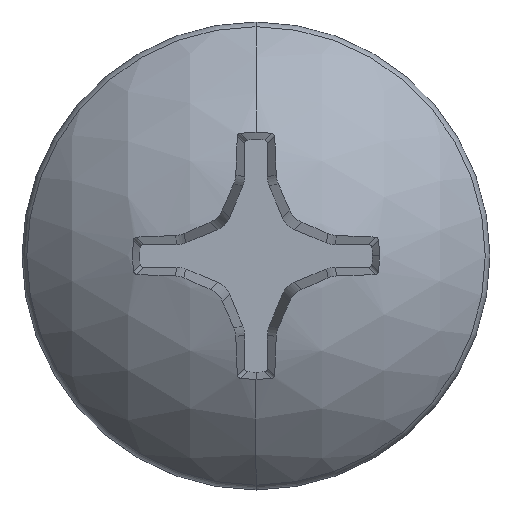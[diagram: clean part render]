
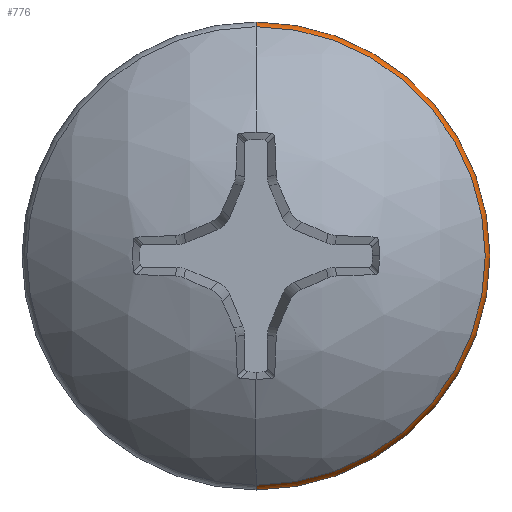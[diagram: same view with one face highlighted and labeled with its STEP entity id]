
A CAD part, top view. The second image highlights one B-rep face of the part: STEP entity #776.
In plain terms, the highlighted toroidal (fillet/blend) face has major radius 2.503 mm and minor radius 0.278 mm.
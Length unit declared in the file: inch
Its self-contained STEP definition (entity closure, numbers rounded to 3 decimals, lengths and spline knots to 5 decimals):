
#82 = AXIS2_PLACEMENT_3D ( 'NONE', #1290, #1767, #932 ) ;
#374 = CARTESIAN_POINT ( 'NONE',  ( 0., -0.10729, 0.1741 ) ) ;
#405 = EDGE_LOOP ( 'NONE', ( #5302, #3493, #5017, #1626 ) ) ;
#599 = EDGE_CURVE ( 'NONE', #5290, #4732, #3672, .T. ) ;
#606 = DIRECTION ( 'NONE',  ( 0., 0., 1. ) ) ;
#612 = AXIS2_PLACEMENT_3D ( 'NONE', #5292, #4931, #2805 ) ;
#767 = CARTESIAN_POINT ( 'NONE',  ( 0., 0.09855, 0.1675 ) ) ;
#776 = ADVANCED_FACE ( 'NONE', ( #2305 ), #3217, .T. ) ;
#932 = DIRECTION ( 'NONE',  ( 0., -1., 0. ) ) ;
#940 = AXIS2_PLACEMENT_3D ( 'NONE', #767, #5042, #3324 ) ;
#1290 = CARTESIAN_POINT ( 'NONE',  ( 0., 0., 0.1675 ) ) ;
#1452 = EDGE_CURVE ( 'NONE', #4681, #3487, #1972, .T. ) ;
#1626 = ORIENTED_EDGE ( 'NONE', *, *, #599, .F. ) ;
#1724 = CIRCLE ( 'NONE', #612, 0.1095 ) ;
#1767 = DIRECTION ( 'NONE',  ( 0., 0., 1. ) ) ;
#1898 = CARTESIAN_POINT ( 'NONE',  ( 0., -0.09855, 0.1675 ) ) ;
#1972 = CIRCLE ( 'NONE', #940, 0.01095 ) ;
#2075 = AXIS2_PLACEMENT_3D ( 'NONE', #4848, #2393, #3222 ) ;
#2305 = FACE_OUTER_BOUND ( 'NONE', #405, .T. ) ;
#2318 = DIRECTION ( 'NONE',  ( -1., 0., 0. ) ) ;
#2393 = DIRECTION ( 'NONE',  ( 0., 0., 1. ) ) ;
#2805 = DIRECTION ( 'NONE',  ( 0., -1., 0. ) ) ;
#2850 = CARTESIAN_POINT ( 'NONE',  ( 0., -0.1095, 0.1675 ) ) ;
#3106 = CIRCLE ( 'NONE', #2075, 0.10729 ) ;
#3217 = TOROIDAL_SURFACE ( 'NONE', #82, 0.09855, 0.01095 ) ;
#3222 = DIRECTION ( 'NONE',  ( 0., -1., 0. ) ) ;
#3324 = DIRECTION ( 'NONE',  ( 0., 1., 0. ) ) ;
#3487 = VERTEX_POINT ( 'NONE', #4139 ) ;
#3493 = ORIENTED_EDGE ( 'NONE', *, *, #1452, .T. ) ;
#3672 = CIRCLE ( 'NONE', #5084, 0.01095 ) ;
#4050 = EDGE_CURVE ( 'NONE', #5290, #4681, #1724, .T. ) ;
#4139 = CARTESIAN_POINT ( 'NONE',  ( 0., 0.10729, 0.1741 ) ) ;
#4681 = VERTEX_POINT ( 'NONE', #5472 ) ;
#4732 = VERTEX_POINT ( 'NONE', #374 ) ;
#4848 = CARTESIAN_POINT ( 'NONE',  ( 0., 0., 0.1741 ) ) ;
#4931 = DIRECTION ( 'NONE',  ( 0., 0., 1. ) ) ;
#5017 = ORIENTED_EDGE ( 'NONE', *, *, #5399, .F. ) ;
#5042 = DIRECTION ( 'NONE',  ( 1., 0., 0. ) ) ;
#5084 = AXIS2_PLACEMENT_3D ( 'NONE', #1898, #2318, #606 ) ;
#5290 = VERTEX_POINT ( 'NONE', #2850 ) ;
#5292 = CARTESIAN_POINT ( 'NONE',  ( 0., 0., 0.1675 ) ) ;
#5302 = ORIENTED_EDGE ( 'NONE', *, *, #4050, .T. ) ;
#5399 = EDGE_CURVE ( 'NONE', #4732, #3487, #3106, .T. ) ;
#5472 = CARTESIAN_POINT ( 'NONE',  ( 0., 0.1095, 0.1675 ) ) ;
